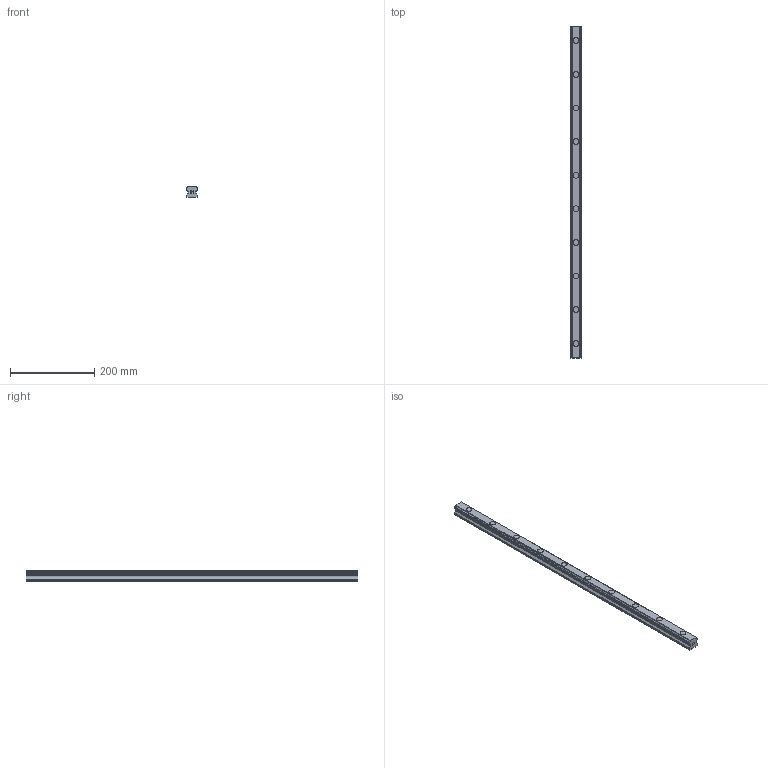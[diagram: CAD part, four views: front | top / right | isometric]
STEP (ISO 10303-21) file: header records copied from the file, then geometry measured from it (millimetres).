
FILE_DESCRIPTION(('STEP AP214'),'1');
FILE_NAME('cctmp_70082709-C06F-4AAF-A691-7F78947EB928_2020_6_29_13_19_31_650..stp','2020-06-29T11:19:31',('HIWIN GmbH'),('CADClick - www.CADClick.com'),'Spatial InterOp 3D',' ','unknown authorization');
FILE_SCHEMA(('AUTOMOTIVE_DESIGN'));
Length unit declared in the file: millimetre
Products named in the file (1): HGR30R790H_FILE
Bounding box: 28 x 790 x 26 mm (x, y, z)
Volume: 459320.1 mm3; surface area: 98920 mm2
Topology: 1 solids, 1 shells, 205 faces, 507 edges, 338 vertices
Faces by surface type: plane 123, cylinder 82
Entity records: 7769 total; most frequent: DIRECTION 1083, CARTESIAN_POINT 1051, ORIENTED_EDGE 1014, EDGE_CURVE 507, AXIS2_PLACEMENT_3D 370, LINE 343, VECTOR 343, VERTEX_POINT 338
